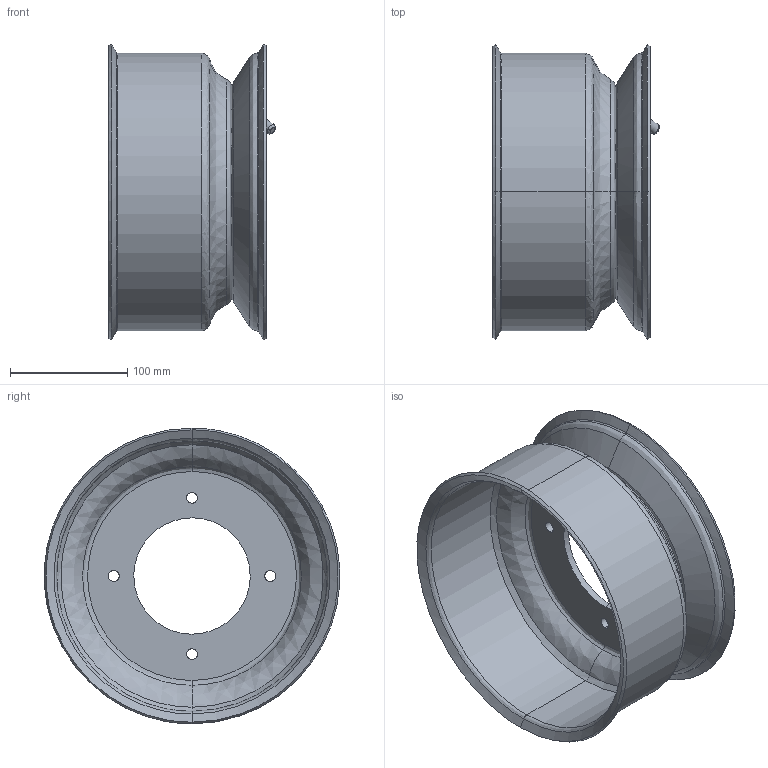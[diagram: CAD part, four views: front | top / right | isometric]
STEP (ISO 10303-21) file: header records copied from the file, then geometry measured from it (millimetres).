
FILE_DESCRIPTION(('FreeCAD Model'),'2;1');
FILE_NAME('Open CASCADE Shape Model','2025-05-04T18:34:58',('FreeCAD'),( 'FreeCAD'),'Open CASCADE STEP processor 7.6','FreeCAD','Unknown');
FILE_SCHEMA(('AUTOMOTIVE_DESIGN { 1 0 10303 214 1 1 1 1 }'));
Length unit declared in the file: millimetre
Products named in the file (1): Open CASCADE STEP translator 7.6 1
Bounding box: 142.63 x 252.11 x 252.63 mm (x, y, z)
Volume: 454365.2 mm3; surface area: 278778.5 mm2
Topology: 2 solids, 2 shells, 75 faces, 160 edges, 87 vertices
Faces by surface type: bspline 75
Entity records: 2465 total; most frequent: CARTESIAN_POINT 1599, ORIENTED_EDGE 316, EDGE_CURVE 158, VERTEX_POINT 87, FACE_BOUND 85, EDGE_LOOP 85, ADVANCED_FACE 75, B_SPLINE_CURVE_WITH_KNOTS 38
